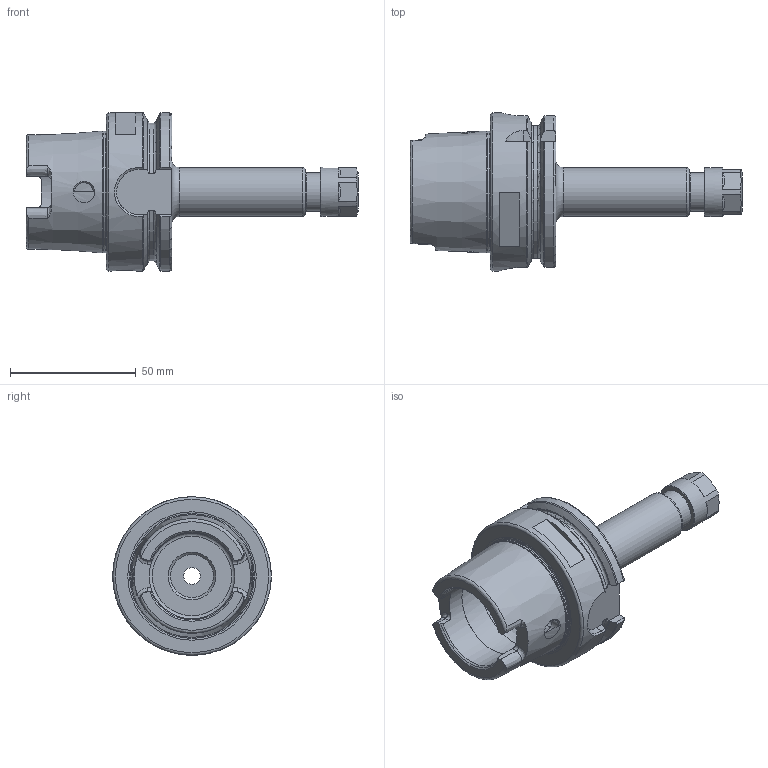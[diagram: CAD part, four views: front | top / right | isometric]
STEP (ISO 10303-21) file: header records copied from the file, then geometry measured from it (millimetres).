
FILE_DESCRIPTION(/* description */ (''),/* implementation_level */ '2;1');
FILE_NAME(/* name */ 'HSK063A-SX06-100.stp',/* time_stamp */ '2019-06-20T11:05:31-05:00',/* author */ ('ldfli'),/* organization */ (''),/* preprocessor_version */ 'ST-DEVELOPER v18',/* originating_system */ 'Autodesk Inventor LT',/* authorisation */ '');
FILE_SCHEMA (('AUTOMOTIVE_DESIGN { 1 0 10303 214 3 1 1 }'));
Length unit declared in the file: millimetre
Products named in the file (1): HSK063A-SX06-100
Bounding box: 132 x 63 x 63 mm (x, y, z)
Volume: 98226.6 mm3; surface area: 29736.3 mm2
Topology: 2 solids, 2 shells, 171 faces, 499 edges, 344 vertices
Faces by surface type: plane 65, cylinder 33, cone 32, torus 28, bspline 13
Full cylindrical faces by diameter (mm): 6.647 x1, 7.5 x2, 8.2 x1, 8.8 x1, 10 x1, 11 x1, 14 x1, 14.5 x1, 15.5 x1, 15.8 x1, 16.2 x1, 17 x1, 19 x1, 19.5 x2, 34 x2, 40 x1, 48.241 x1, 63 x1
Entity records: 7247 total; most frequent: CARTESIAN_POINT 2776, ORIENTED_EDGE 1002, DIRECTION 888, EDGE_CURVE 501, AXIS2_PLACEMENT_3D 377, VERTEX_POINT 346, CIRCLE 219, EDGE_LOOP 189
